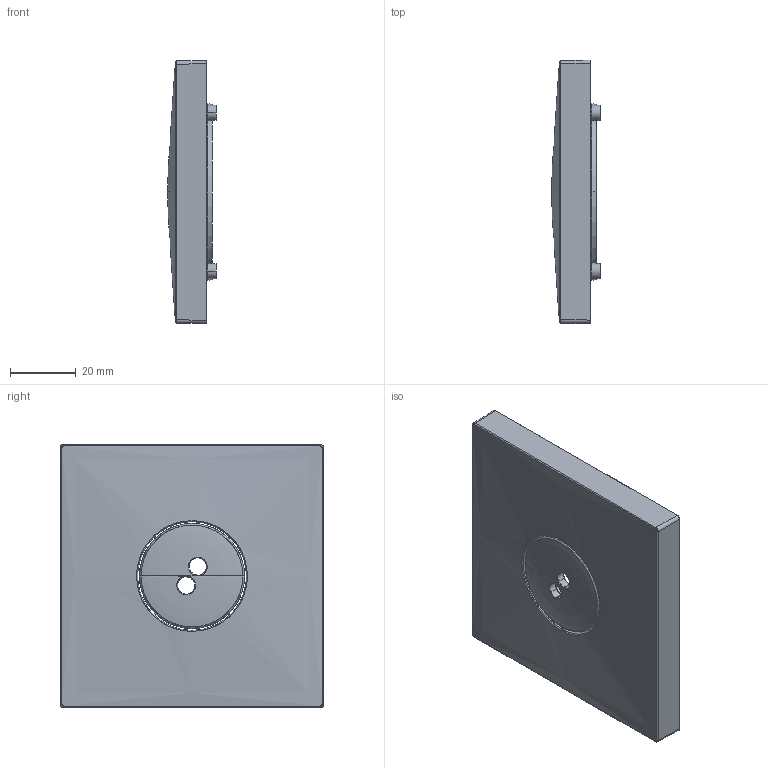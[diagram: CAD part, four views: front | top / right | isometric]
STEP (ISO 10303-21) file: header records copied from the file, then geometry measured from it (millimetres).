
FILE_DESCRIPTION(/* description */ ('Unknown'),/* implementation_level */ '2;1');
FILE_NAME(/* name */ 'M177',/* time_stamp */ '2016-04-21T10:19:36+02:00',/* author */ ('Unknown'),/* organization */ ('Unknown'),/* preprocessor_version */ 'ST-DEVELOPER v16.7',/* originating_system */ 'DEX',/* authorisation */ $);
FILE_SCHEMA (('AUTOMOTIVE_DESIGN {1 0 10303 214 3 1 1}'));
Length unit declared in the file: millimetre
Products named in the file (3): M177; E044177_02100SC_SW0001_1; E044177_02100SC_SW0001_1.asm0
Assembly tree (2 placements, depth 3):
  M177
    E044177_02100SC_SW0001_1
      E044177_02100SC_SW0001_1.asm0
Bounding box: 14.7 x 80 x 80 mm (x, y, z)
Surface area: 20629.7 mm2 (no closed solid volume)
Topology: 0 solids, 268 shells, 268 faces, 2359 edges, 2357 vertices
Faces by surface type: bspline 226, torus 38, sphere 4
Entity records: 38883 total; most frequent: CARTESIAN_POINT 23179, ORIENTED_EDGE 2357, EDGE_CURVE 2357, VERTEX_POINT 2357, DIRECTION 1518, B_SPLINE_CURVE_WITH_KNOTS 1313, LINE 660, VECTOR 660
